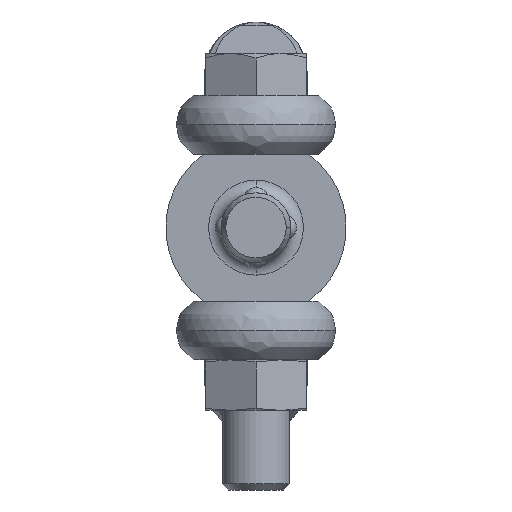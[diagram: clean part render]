
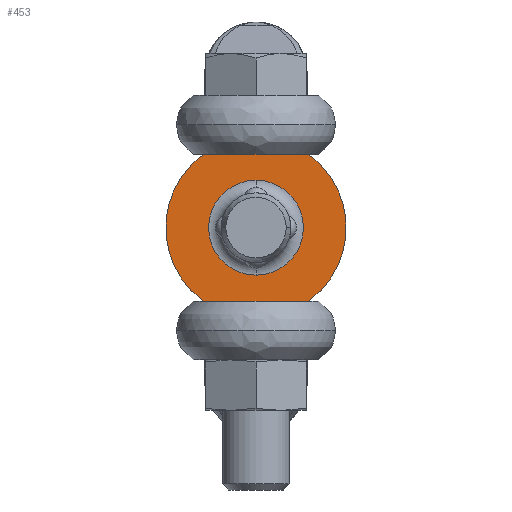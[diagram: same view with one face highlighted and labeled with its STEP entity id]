
A CAD part, left-side view. The second image highlights one B-rep face of the part: STEP entity #453.
In plain terms, the highlighted planar face has unit normal (-1, 0, 0).
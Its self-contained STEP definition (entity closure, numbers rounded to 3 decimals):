
#453=ADVANCED_FACE('',(#926,#927),#928,.T.);
#926=FACE_OUTER_BOUND('',#2454,.T.);
#927=FACE_BOUND('',#2455,.T.);
#928=PLANE('',#2456);
#2454=EDGE_LOOP('',(#4107,#4108,#4109,#4110));
#2455=EDGE_LOOP('',(#4111,#4112,#4113));
#2456=AXIS2_PLACEMENT_3D('',#4114,#4115,#4116);
#4107=ORIENTED_EDGE('',*,*,#4806,.T.);
#4108=ORIENTED_EDGE('',*,*,#4352,.F.);
#4109=ORIENTED_EDGE('',*,*,#4342,.T.);
#4110=ORIENTED_EDGE('',*,*,#4606,.T.);
#4111=ORIENTED_EDGE('',*,*,#4588,.F.);
#4112=ORIENTED_EDGE('',*,*,#4587,.F.);
#4113=ORIENTED_EDGE('',*,*,#4363,.F.);
#4114=CARTESIAN_POINT('',(0.,-8.625,0.));
#4115=DIRECTION('',(-1.0,0.0,0.0));
#4116=DIRECTION('',(0.0,0.0,1.0));
#4342=EDGE_CURVE('',#4905,#4906,#4907,.T.);
#4352=EDGE_CURVE('',#4905,#4920,#4924,.T.);
#4363=EDGE_CURVE('',#4942,#4936,#4944,.T.);
#4587=EDGE_CURVE('',#4936,#5291,#5292,.T.);
#4588=EDGE_CURVE('',#5291,#4942,#5293,.T.);
#4606=EDGE_CURVE('',#4906,#5315,#5317,.T.);
#4806=EDGE_CURVE('',#5315,#4920,#5580,.T.);
#4905=VERTEX_POINT('',#5781);
#4906=VERTEX_POINT('',#5782);
#4907=LINE('',#5783,#5784);
#4920=VERTEX_POINT('',#5801);
#4924=CIRCLE('',#5806,10.75);
#4936=VERTEX_POINT('',#5820);
#4942=VERTEX_POINT('',#5826);
#4944=CIRCLE('',#5828,5.65);
#5291=VERTEX_POINT('',#6727);
#5292=CIRCLE('',#6728,5.65);
#5293=CIRCLE('',#6729,5.65);
#5315=VERTEX_POINT('',#6756);
#5317=CIRCLE('',#6759,10.75);
#5580=LINE('',#7892,#7893);
#5781=CARTESIAN_POINT('',(0.,-6.245,8.75));
#5782=CARTESIAN_POINT('',(0.,6.245,8.75));
#5783=CARTESIAN_POINT('',(0.,-8.625,8.75));
#5784=VECTOR('',#7999,1000.0);
#5801=CARTESIAN_POINT('',(0.,-6.245,-8.75));
#5806=AXIS2_PLACEMENT_3D('',#8014,#8015,#8016);
#5820=CARTESIAN_POINT('',(0.,0.,5.65));
#5826=CARTESIAN_POINT('',(0.,0.,-5.65));
#5828=AXIS2_PLACEMENT_3D('',#8037,#8038,#8039);
#6727=CARTESIAN_POINT('',(0.,5.65,0.0));
#6728=AXIS2_PLACEMENT_3D('',#8316,#8317,#8318);
#6729=AXIS2_PLACEMENT_3D('',#8319,#8320,#8321);
#6756=CARTESIAN_POINT('',(0.,6.245,-8.75));
#6759=AXIS2_PLACEMENT_3D('',#8346,#8347,#8348);
#7892=CARTESIAN_POINT('',(0.,0.,-8.75));
#7893=VECTOR('',#8524,1000.0);
#7999=DIRECTION('',(0.0,1.0,0.0));
#8014=CARTESIAN_POINT('',(0.,0.,0.));
#8015=DIRECTION('',(1.0,0.0,0.0));
#8016=DIRECTION('',(0.0,0.0,-1.0));
#8037=CARTESIAN_POINT('',(0.,0.,0.0));
#8038=DIRECTION('',(-1.0,0.,-0.0));
#8039=DIRECTION('',(0.0,0.0,-1.0));
#8316=CARTESIAN_POINT('',(0.,0.,0.0));
#8317=DIRECTION('',(-1.0,0.,-0.0));
#8318=DIRECTION('',(0.0,0.0,-1.0));
#8319=CARTESIAN_POINT('',(0.,0.,0.0));
#8320=DIRECTION('',(-1.0,0.,-0.0));
#8321=DIRECTION('',(0.0,0.0,-1.0));
#8346=CARTESIAN_POINT('',(0.,0.,0.));
#8347=DIRECTION('',(-1.0,0.0,0.0));
#8348=DIRECTION('',(0.0,0.0,-1.0));
#8524=DIRECTION('',(0.0,-1.0,0.));
